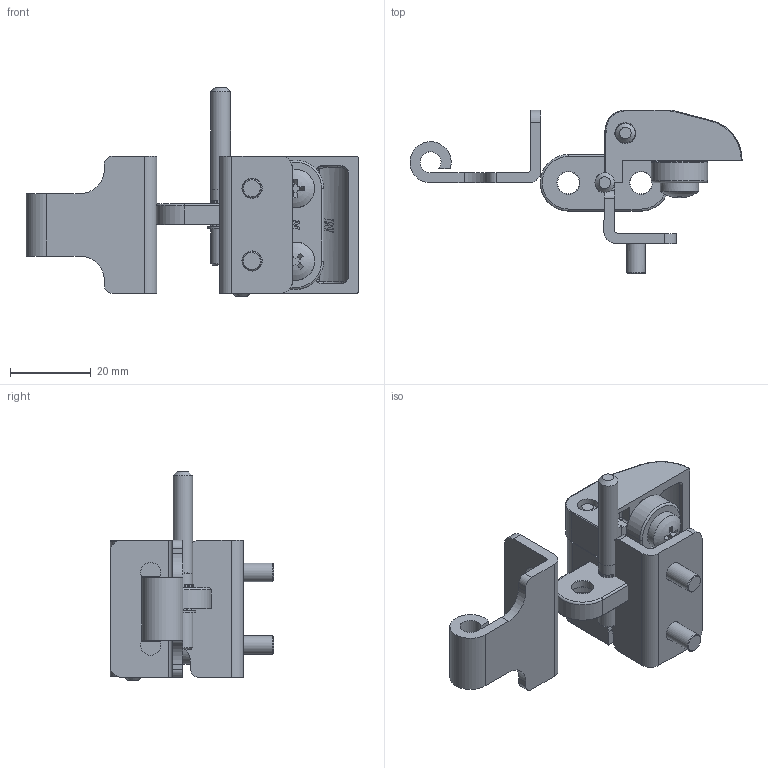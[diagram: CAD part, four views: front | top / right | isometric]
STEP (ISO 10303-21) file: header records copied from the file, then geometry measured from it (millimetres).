
FILE_DESCRIPTION( ( 'STEP AP203' ), '1' );
FILE_NAME( ' ', ' ', ( ' ' ), ( ' ' ), 'PSStep 10.0', ' ', ' ' );
FILE_SCHEMA( ( 'CONFIG_CONTROL_DESIGN' ) );
Length unit declared in the file: millimetre
Products named in the file (7): Assem1; 1; 2; 3; 4; 5; 6
Bounding box: 82.25 x 40.54 x 51.72 mm (x, y, z)
Volume: 28076.6 mm3; surface area: 23231 mm2
Topology: 14 solids, 14 shells, 811 faces, 2060 edges, 1277 vertices
Faces by surface type: plane 364, cylinder 231, cone 65, torus 56, bspline 44, sphere 35, extrusion 16
Full cylindrical faces by diameter (mm): 4.2 x4, 4.6 x3, 4.85 x2, 5 x10, 5.2 x4, 5.5 x4, 6.5 x3, 9.5 x3, 10 x4
Entity records: 12834 total; most frequent: CARTESIAN_POINT 4039, DIRECTION 1803, ORIENTED_EDGE 1718, EDGE_CURVE 859, AXIS2_PLACEMENT_3D 675, VERTEX_POINT 554, VECTOR 453, LINE 445
